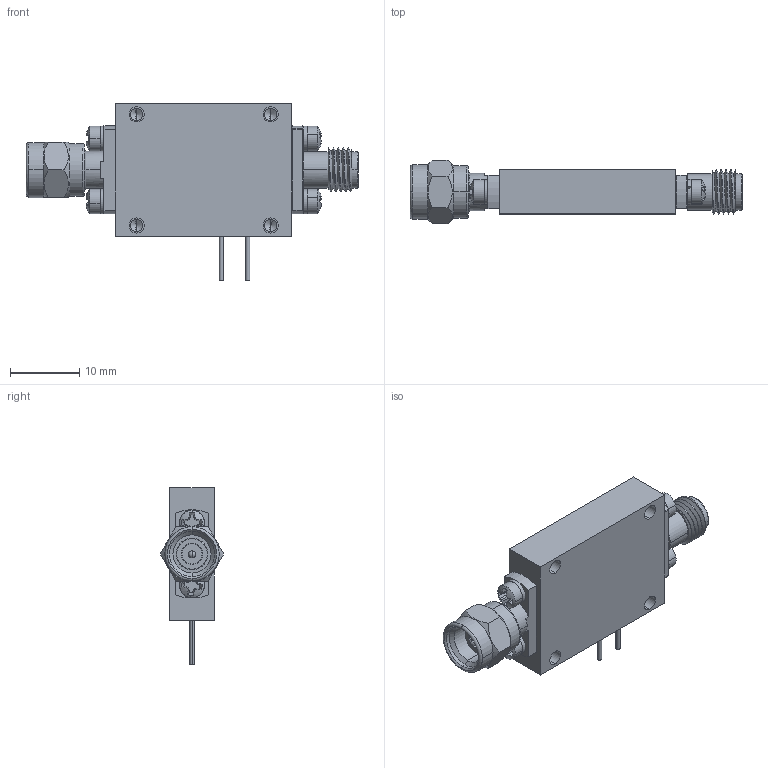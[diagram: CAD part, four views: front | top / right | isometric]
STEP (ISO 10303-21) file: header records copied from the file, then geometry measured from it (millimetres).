
FILE_DESCRIPTION (( 'STEP AP214' ), '1' );
FILE_NAME ('PEC-14-2G18G-4-27-15-SFF.STEP', '2023-03-06T19:27:47', ( '' ), ( '' ), 'SwSTEP 2.0', 'SolidWorks 2022', '' );
FILE_SCHEMA (( 'AUTOMOTIVE_DESIGN' ));
Length unit declared in the file: inch
Products named in the file (1): PEC-14-2G18G-4-27-15-SFF
Bounding box: 47.8 x 9.15 x 25.4 mm (x, y, z)
Volume: 3834.3 mm3; surface area: 4330.4 mm2
Topology: 18 solids, 24 shells, 665 faces, 2807 edges, 2376 vertices
Faces by surface type: plane 355, cylinder 158, cone 58, torus 54, bspline 22, sphere 18
Entity records: 47668 total; most frequent: CARTESIAN_POINT 15582, ORIENTED_EDGE 5566, DIRECTION 3874, EDGE_CURVE 2783, VERTEX_POINT 2374, LINE 1458, VECTOR 1458, AXIS2_PLACEMENT_3D 1208
